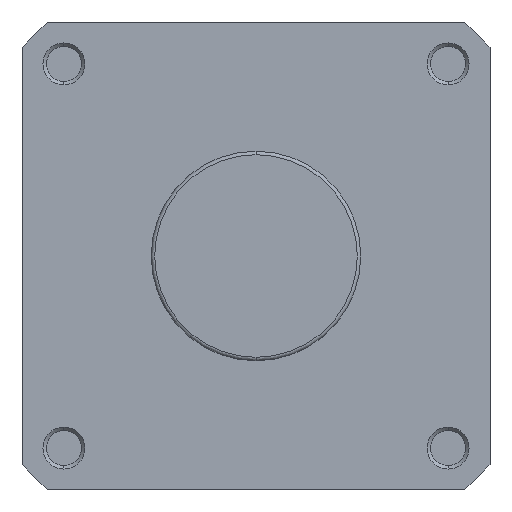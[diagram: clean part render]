
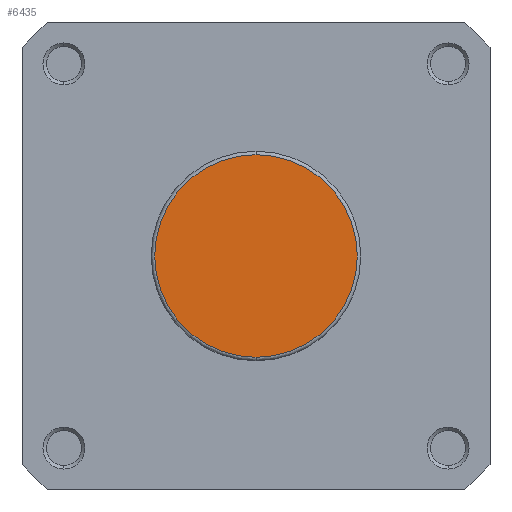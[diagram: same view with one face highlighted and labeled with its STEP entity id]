
A CAD part, left-side view. The second image highlights one B-rep face of the part: STEP entity #6435.
In plain terms, the highlighted planar face has unit normal (-1, 0, 0).
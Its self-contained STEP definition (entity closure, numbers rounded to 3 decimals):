
#3 = VERTEX_POINT ( 'NONE', #7313 ) ;
#345 = EDGE_CURVE ( 'NONE', #6977, #3, #4338, .T. ) ;
#404 = EDGE_CURVE ( 'NONE', #3, #6977, #4422, .T. ) ;
#642 = AXIS2_PLACEMENT_3D ( 'NONE', #3637, #3638, #3639 ) ;
#673 = AXIS2_PLACEMENT_3D ( 'NONE', #3780, #3787, #3788 ) ;
#808 = AXIS2_PLACEMENT_3D ( 'NONE', #5418, #5421, #5422 ) ;
#1327 = EDGE_LOOP ( 'NONE', ( #1801, #1800 ) ) ;
#1800 = ORIENTED_EDGE ( 'NONE', *, *, #345, .T. ) ;
#1801 = ORIENTED_EDGE ( 'NONE', *, *, #404, .T. ) ;
#3637 = CARTESIAN_POINT ( 'NONE',  ( 0., 0., 0. ) ) ;
#3638 = DIRECTION ( 'NONE',  ( -1., 0., 0. ) ) ;
#3639 = DIRECTION ( 'NONE',  ( 0., 0., -1. ) ) ;
#3780 = CARTESIAN_POINT ( 'NONE',  ( 0., 0., 0. ) ) ;
#3787 = DIRECTION ( 'NONE',  ( -1., 0., 0. ) ) ;
#3788 = DIRECTION ( 'NONE',  ( 0., 0., -1. ) ) ;
#4338 = CIRCLE ( 'NONE', #642, 29. ) ;
#4422 = CIRCLE ( 'NONE', #673, 29. ) ;
#4727 = FACE_OUTER_BOUND ( 'NONE', #1327, .T. ) ;
#5418 = CARTESIAN_POINT ( 'NONE',  ( 0., 30., 0. ) ) ;
#5419 = PLANE ( 'NONE',  #808 ) ;
#5421 = DIRECTION ( 'NONE',  ( 1., 0., 0. ) ) ;
#5422 = DIRECTION ( 'NONE',  ( 0., 0., -1. ) ) ;
#5740 = CARTESIAN_POINT ( 'NONE',  ( 0., 0., 29. ) ) ;
#6435 = ADVANCED_FACE ( 'NONE', ( #4727 ), #5419, .F. ) ;
#6977 = VERTEX_POINT ( 'NONE', #5740 ) ;
#7313 = CARTESIAN_POINT ( 'NONE',  ( 0., 0., -29. ) ) ;
